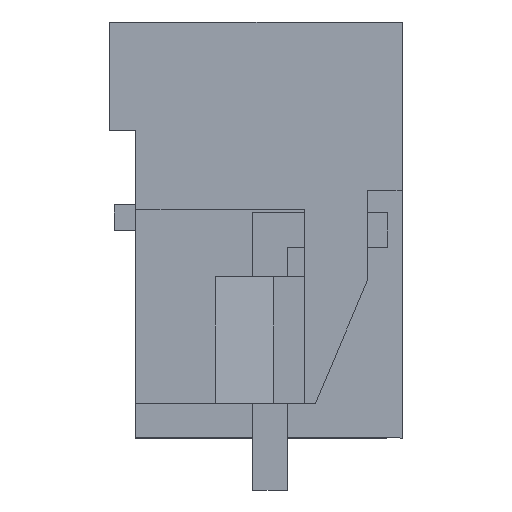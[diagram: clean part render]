
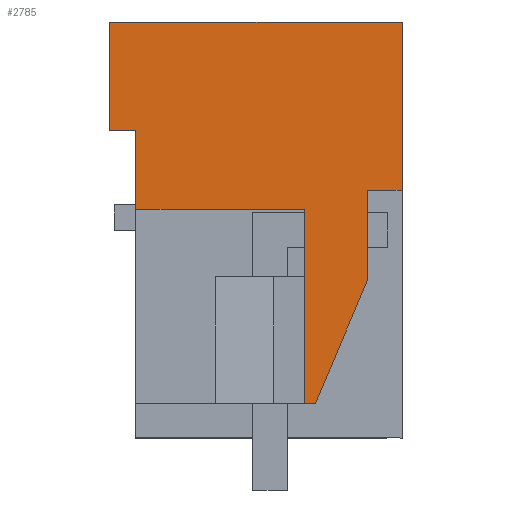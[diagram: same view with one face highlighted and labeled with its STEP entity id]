
A CAD part, left-side view. The second image highlights one B-rep face of the part: STEP entity #2785.
In plain terms, the highlighted planar face has unit normal (-1, 0, 0).
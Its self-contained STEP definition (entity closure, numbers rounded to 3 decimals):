
#2718=AXIS2_PLACEMENT_3D('Plane Axis2P3D',#2715,#2716,#2717) ;
#403=CARTESIAN_POINT('Vertex',(0.,7.68,8.1)) ;
#406=CARTESIAN_POINT('Line Origine',(0.,7.68,9.24)) ;
#410=CARTESIAN_POINT('Vertex',(0.,7.68,10.38)) ;
#2547=CARTESIAN_POINT('Vertex',(0.,2.501,2.5)) ;
#2550=CARTESIAN_POINT('Line Origine',(0.,2.655,2.5)) ;
#2554=CARTESIAN_POINT('Vertex',(0.,2.81,2.5)) ;
#2700=CARTESIAN_POINT('Vertex',(0.,2.81,8.1)) ;
#2703=CARTESIAN_POINT('Line Origine',(0.,5.245,8.1)) ;
#2715=CARTESIAN_POINT('Axis2P3D Location',(0.,8.43,0.)) ;
#2720=CARTESIAN_POINT('Line Origine',(0.,1.752,4.268)) ;
#2724=CARTESIAN_POINT('Vertex',(0.,1.003,6.035)) ;
#2727=CARTESIAN_POINT('Line Origine',(0.,1.003,7.341)) ;
#2731=CARTESIAN_POINT('Vertex',(0.,1.003,8.646)) ;
#2734=CARTESIAN_POINT('Line Origine',(0.,0.501,8.646)) ;
#2738=CARTESIAN_POINT('Vertex',(0.,0.,8.646)) ;
#2741=CARTESIAN_POINT('Line Origine',(0.,0.,11.073)) ;
#2745=CARTESIAN_POINT('Vertex',(0.,0.,13.5)) ;
#2748=CARTESIAN_POINT('Line Origine',(0.,4.215,13.5)) ;
#2752=CARTESIAN_POINT('Vertex',(0.,8.43,13.5)) ;
#2755=CARTESIAN_POINT('Line Origine',(0.,8.43,11.94)) ;
#2759=CARTESIAN_POINT('Vertex',(0.,8.43,10.38)) ;
#2762=CARTESIAN_POINT('Line Origine',(0.,8.055,10.38)) ;
#2767=CARTESIAN_POINT('Line Origine',(0.,2.81,5.3)) ;
#407=DIRECTION('Vector Direction',(0.,0.,-1.)) ;
#2551=DIRECTION('Vector Direction',(0.,1.,0.)) ;
#2704=DIRECTION('Vector Direction',(0.,1.,0.)) ;
#2716=DIRECTION('Axis2P3D Direction',(-1.,0.,0.)) ;
#2717=DIRECTION('Axis2P3D XDirection',(0.,1.,0.)) ;
#2721=DIRECTION('Vector Direction',(0.,0.39,-0.921)) ;
#2728=DIRECTION('Vector Direction',(0.,0.,-1.)) ;
#2735=DIRECTION('Vector Direction',(0.,1.,0.)) ;
#2742=DIRECTION('Vector Direction',(0.,0.,1.)) ;
#2749=DIRECTION('Vector Direction',(0.,1.,0.)) ;
#2756=DIRECTION('Vector Direction',(0.,0.,-1.)) ;
#2763=DIRECTION('Vector Direction',(0.,-1.,0.)) ;
#2768=DIRECTION('Vector Direction',(0.,0.,1.)) ;
#408=VECTOR('Line Direction',#407,1.) ;
#2552=VECTOR('Line Direction',#2551,1.) ;
#2705=VECTOR('Line Direction',#2704,1.) ;
#2722=VECTOR('Line Direction',#2721,1.) ;
#2729=VECTOR('Line Direction',#2728,1.) ;
#2736=VECTOR('Line Direction',#2735,1.) ;
#2743=VECTOR('Line Direction',#2742,1.) ;
#2750=VECTOR('Line Direction',#2749,1.) ;
#2757=VECTOR('Line Direction',#2756,1.) ;
#2764=VECTOR('Line Direction',#2763,1.) ;
#2769=VECTOR('Line Direction',#2768,1.) ;
#2773=ORIENTED_EDGE('',*,*,#2556,.F.) ;
#2774=ORIENTED_EDGE('',*,*,#2726,.F.) ;
#2775=ORIENTED_EDGE('',*,*,#2733,.F.) ;
#2776=ORIENTED_EDGE('',*,*,#2740,.F.) ;
#2777=ORIENTED_EDGE('',*,*,#2747,.T.) ;
#2778=ORIENTED_EDGE('',*,*,#2754,.T.) ;
#2779=ORIENTED_EDGE('',*,*,#2761,.T.) ;
#2780=ORIENTED_EDGE('',*,*,#2766,.T.) ;
#2781=ORIENTED_EDGE('',*,*,#412,.T.) ;
#2782=ORIENTED_EDGE('',*,*,#2707,.F.) ;
#2783=ORIENTED_EDGE('',*,*,#2771,.F.) ;
#2785=ADVANCED_FACE('HOUSING',(#2784),#2719,.T.) ;
#412=EDGE_CURVE('',#411,#404,#409,.T.) ;
#2556=EDGE_CURVE('',#2548,#2555,#2553,.T.) ;
#2707=EDGE_CURVE('',#2701,#404,#2706,.T.) ;
#2726=EDGE_CURVE('',#2725,#2548,#2723,.T.) ;
#2733=EDGE_CURVE('',#2732,#2725,#2730,.T.) ;
#2740=EDGE_CURVE('',#2739,#2732,#2737,.T.) ;
#2747=EDGE_CURVE('',#2739,#2746,#2744,.T.) ;
#2754=EDGE_CURVE('',#2746,#2753,#2751,.T.) ;
#2761=EDGE_CURVE('',#2753,#2760,#2758,.T.) ;
#2766=EDGE_CURVE('',#2760,#411,#2765,.T.) ;
#2771=EDGE_CURVE('',#2555,#2701,#2770,.T.) ;
#2772=EDGE_LOOP('',(#2773,#2774,#2775,#2776,#2777,#2778,#2779,#2780,#2781,#2782,#2783)) ;
#2784=FACE_OUTER_BOUND('',#2772,.T.) ;
#409=LINE('Line',#406,#408) ;
#2553=LINE('Line',#2550,#2552) ;
#2706=LINE('Line',#2703,#2705) ;
#2723=LINE('Line',#2720,#2722) ;
#2730=LINE('Line',#2727,#2729) ;
#2737=LINE('Line',#2734,#2736) ;
#2744=LINE('Line',#2741,#2743) ;
#2751=LINE('Line',#2748,#2750) ;
#2758=LINE('Line',#2755,#2757) ;
#2765=LINE('Line',#2762,#2764) ;
#2770=LINE('Line',#2767,#2769) ;
#2719=PLANE('',#2718) ;
#404=VERTEX_POINT('',#403) ;
#411=VERTEX_POINT('',#410) ;
#2548=VERTEX_POINT('',#2547) ;
#2555=VERTEX_POINT('',#2554) ;
#2701=VERTEX_POINT('',#2700) ;
#2725=VERTEX_POINT('',#2724) ;
#2732=VERTEX_POINT('',#2731) ;
#2739=VERTEX_POINT('',#2738) ;
#2746=VERTEX_POINT('',#2745) ;
#2753=VERTEX_POINT('',#2752) ;
#2760=VERTEX_POINT('',#2759) ;
